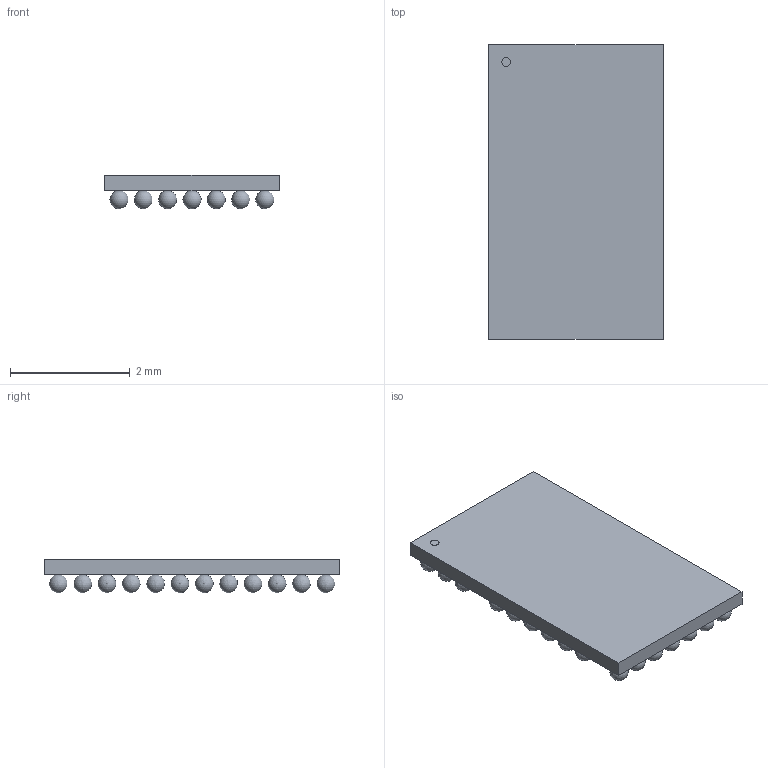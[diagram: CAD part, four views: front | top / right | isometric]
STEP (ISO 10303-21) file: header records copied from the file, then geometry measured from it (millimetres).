
FILE_DESCRIPTION(('STEP AP214'),'1');
FILE_NAME('BGA-63','2021-05-02T13:27:49',(''),(''),'','','');
FILE_SCHEMA(('AUTOMOTIVE_DESIGN'));
Length unit declared in the file: millimetre
Products named in the file (1): product
Bounding box: 2.92 x 4.93 x 0.56 mm (x, y, z)
Volume: 5.5 mm3; surface area: 69.6 mm2
Topology: 128 solids, 128 shells, 135 faces, 393 edges, 262 vertices
Faces by surface type: sphere 126, plane 8, cylinder 1
Full cylindrical faces by diameter (mm): 0.146 x1
Entity records: 1390 total; most frequent: DIRECTION 290, CARTESIAN_POINT 149, AXIS2_PLACEMENT_3D 139, STYLED_ITEM 135, ADVANCED_FACE 135, MANIFOLD_SOLID_BREP 128, CLOSED_SHELL 128, SPHERICAL_SURFACE 126
